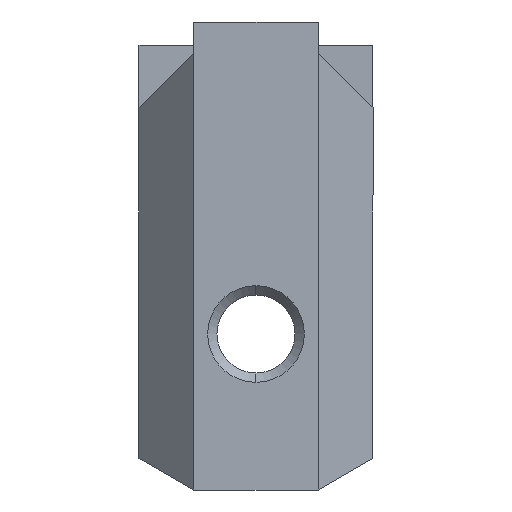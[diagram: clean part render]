
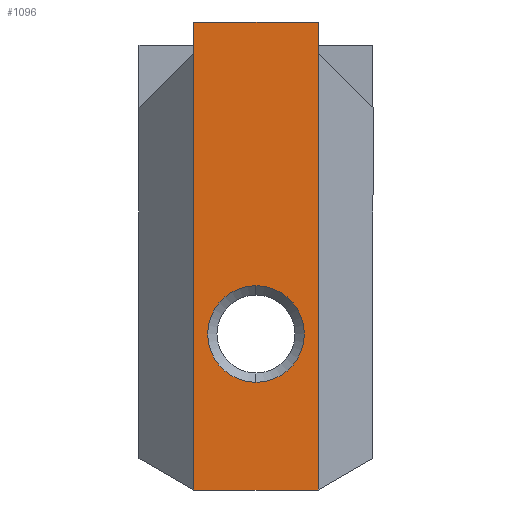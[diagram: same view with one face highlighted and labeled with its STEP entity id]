
A CAD part, front view. The second image highlights one B-rep face of the part: STEP entity #1096.
In plain terms, the highlighted planar face has unit normal (0, -1, 0).
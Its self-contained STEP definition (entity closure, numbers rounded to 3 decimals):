
#9 = VECTOR ( 'NONE', #375, 1000. ) ;
#20 = VERTEX_POINT ( 'NONE', #354 ) ;
#43 = CARTESIAN_POINT ( 'NONE',  ( -4., -6.5, 30. ) ) ;
#53 = DIRECTION ( 'NONE',  ( 1., 0., 0. ) ) ;
#61 = PLANE ( 'NONE',  #1021 ) ;
#111 = LINE ( 'NONE', #995, #427 ) ;
#138 = CARTESIAN_POINT ( 'NONE',  ( 0., -6.5, 6.9 ) ) ;
#139 = CARTESIAN_POINT ( 'NONE',  ( 4., -6.5, 0. ) ) ;
#207 = CARTESIAN_POINT ( 'NONE',  ( -4., -6.5, 30. ) ) ;
#219 = VERTEX_POINT ( 'NONE', #139 ) ;
#231 = ORIENTED_EDGE ( 'NONE', *, *, #616, .T. ) ;
#283 = ORIENTED_EDGE ( 'NONE', *, *, #1070, .T. ) ;
#288 = ORIENTED_EDGE ( 'NONE', *, *, #455, .F. ) ;
#324 = EDGE_CURVE ( 'NONE', #552, #20, #408, .T. ) ;
#325 = LINE ( 'NONE', #1034, #615 ) ;
#329 = FACE_BOUND ( 'NONE', #1190, .T. ) ;
#344 = LINE ( 'NONE', #709, #972 ) ;
#354 = CARTESIAN_POINT ( 'NONE',  ( 0., -6.5, 13.1 ) ) ;
#374 = AXIS2_PLACEMENT_3D ( 'NONE', #1114, #1020, #554 ) ;
#375 = DIRECTION ( 'NONE',  ( 0., 0., -1. ) ) ;
#391 = EDGE_CURVE ( 'NONE', #480, #1051, #344, .T. ) ;
#408 = CIRCLE ( 'NONE', #795, 3.1 ) ;
#418 = DIRECTION ( 'NONE',  ( 0., 1., 0. ) ) ;
#427 = VECTOR ( 'NONE', #915, 1000. ) ;
#454 = CARTESIAN_POINT ( 'NONE',  ( -4., -6.5, 30. ) ) ;
#455 = EDGE_CURVE ( 'NONE', #1051, #219, #111, .T. ) ;
#480 = VERTEX_POINT ( 'NONE', #659 ) ;
#489 = CARTESIAN_POINT ( 'NONE',  ( 4., -6.5, 28. ) ) ;
#502 = VECTOR ( 'NONE', #586, 1000. ) ;
#531 = ORIENTED_EDGE ( 'NONE', *, *, #324, .F. ) ;
#550 = VERTEX_POINT ( 'NONE', #1049 ) ;
#552 = VERTEX_POINT ( 'NONE', #138 ) ;
#554 = DIRECTION ( 'NONE',  ( 0., 0., -1. ) ) ;
#561 = LINE ( 'NONE', #454, #9 ) ;
#586 = DIRECTION ( 'NONE',  ( 0., 0., -1. ) ) ;
#597 = VERTEX_POINT ( 'NONE', #859 ) ;
#615 = VECTOR ( 'NONE', #778, 1000. ) ;
#616 = EDGE_CURVE ( 'NONE', #597, #219, #788, .T. ) ;
#642 = EDGE_CURVE ( 'NONE', #1025, #480, #325, .T. ) ;
#659 = CARTESIAN_POINT ( 'NONE',  ( 4., -6.5, 30. ) ) ;
#687 = CARTESIAN_POINT ( 'NONE',  ( 0., -6.5, 10. ) ) ;
#709 = CARTESIAN_POINT ( 'NONE',  ( 4., -6.5, 30. ) ) ;
#723 = FACE_OUTER_BOUND ( 'NONE', #980, .T. ) ;
#778 = DIRECTION ( 'NONE',  ( 1., 0., 0. ) ) ;
#787 = CARTESIAN_POINT ( 'NONE',  ( -4., -6.5, 30. ) ) ;
#788 = LINE ( 'NONE', #866, #1136 ) ;
#790 = DIRECTION ( 'NONE',  ( 0., -1., 0. ) ) ;
#795 = AXIS2_PLACEMENT_3D ( 'NONE', #687, #790, #1170 ) ;
#859 = CARTESIAN_POINT ( 'NONE',  ( -4., -6.5, 0. ) ) ;
#863 = EDGE_CURVE ( 'NONE', #20, #552, #1104, .T. ) ;
#866 = CARTESIAN_POINT ( 'NONE',  ( -4., -6.5, 0. ) ) ;
#884 = EDGE_CURVE ( 'NONE', #1025, #550, #561, .T. ) ;
#915 = DIRECTION ( 'NONE',  ( 0., 0., -1. ) ) ;
#972 = VECTOR ( 'NONE', #1075, 1000. ) ;
#976 = DIRECTION ( 'NONE',  ( 0., 0., 1. ) ) ;
#980 = EDGE_LOOP ( 'NONE', ( #1140, #283, #231, #288, #1098, #1113 ) ) ;
#995 = CARTESIAN_POINT ( 'NONE',  ( 4., -6.5, 30. ) ) ;
#1004 = ORIENTED_EDGE ( 'NONE', *, *, #863, .F. ) ;
#1020 = DIRECTION ( 'NONE',  ( 0., -1., 0. ) ) ;
#1021 = AXIS2_PLACEMENT_3D ( 'NONE', #787, #418, #976 ) ;
#1025 = VERTEX_POINT ( 'NONE', #207 ) ;
#1034 = CARTESIAN_POINT ( 'NONE',  ( -4., -6.5, 30. ) ) ;
#1047 = LINE ( 'NONE', #43, #502 ) ;
#1049 = CARTESIAN_POINT ( 'NONE',  ( -4., -6.5, 28. ) ) ;
#1051 = VERTEX_POINT ( 'NONE', #489 ) ;
#1070 = EDGE_CURVE ( 'NONE', #550, #597, #1047, .T. ) ;
#1075 = DIRECTION ( 'NONE',  ( 0., 0., -1. ) ) ;
#1096 = ADVANCED_FACE ( 'NONE', ( #329, #723 ), #61, .F. ) ;
#1098 = ORIENTED_EDGE ( 'NONE', *, *, #391, .F. ) ;
#1104 = CIRCLE ( 'NONE', #374, 3.1 ) ;
#1113 = ORIENTED_EDGE ( 'NONE', *, *, #642, .F. ) ;
#1114 = CARTESIAN_POINT ( 'NONE',  ( 0., -6.5, 10. ) ) ;
#1136 = VECTOR ( 'NONE', #53, 1000. ) ;
#1140 = ORIENTED_EDGE ( 'NONE', *, *, #884, .T. ) ;
#1170 = DIRECTION ( 'NONE',  ( 0., 0., -1. ) ) ;
#1190 = EDGE_LOOP ( 'NONE', ( #531, #1004 ) ) ;
